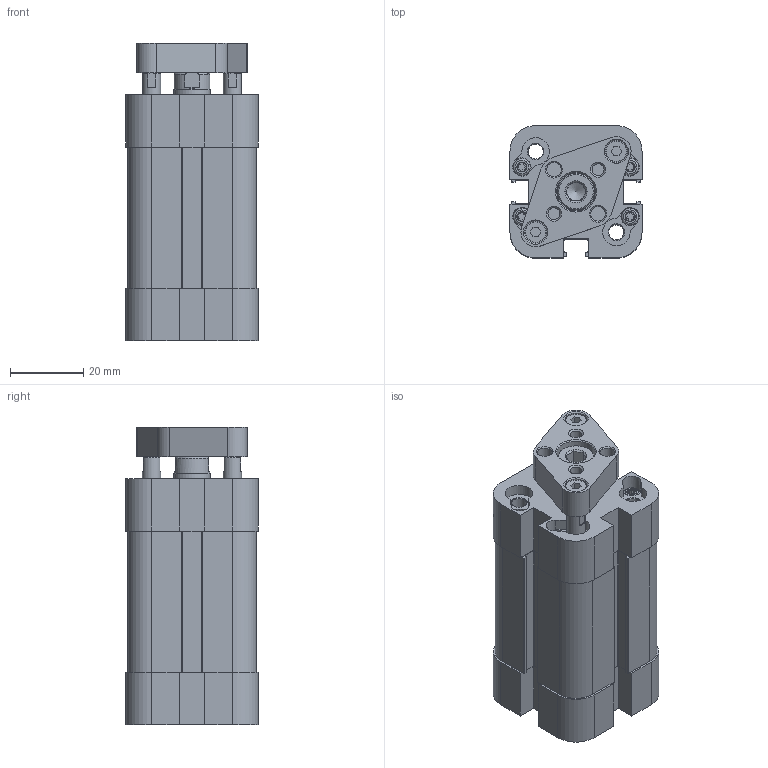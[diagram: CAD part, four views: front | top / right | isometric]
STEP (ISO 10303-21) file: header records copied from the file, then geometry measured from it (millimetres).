
FILE_DESCRIPTION(/* description */ (''),/* implementation_level */ '2;1');
FILE_NAME(/* name */ 'nada_20-30.stp',/* time_stamp */ '2017-08-14T11:12:53+02:00',/* author */ ('leitheußer'),/* organization */ (''),/* preprocessor_version */ 'ST-DEVELOPER v15.6',/* originating_system */ 'Autodesk Inventor LT ',/* authorisation */ '');
FILE_SCHEMA (('AUTOMOTIVE_DESIGN { 1 0 10303 214 3 1 1 }'));
Length unit declared in the file: millimetre
Products named in the file (1): CDEM020_030_KNR
Bounding box: 36 x 36 x 81 mm (x, y, z)
Volume: 58982.9 mm3; surface area: 42351.9 mm2
Topology: 27 solids, 27 shells, 738 faces, 1697 edges, 1062 vertices
Faces by surface type: plane 411, cylinder 198, cone 89, torus 40
Full cylindrical faces by diameter (mm): 1.5 x2, 2.459 x2, 2.7 x8, 3 x10, 3.242 x2, 3.3 x8, 3.5 x2, 4 x2, 4.134 x9, 4.6 x8, 4.917 x1, 5 x13, 5.2 x2, 5.5 x2, 6 x5, 6.5 x1, 7 x4, 9 x1, 9.8 x1, 10 x5, 10.302 x1, 10.5 x1, 11.4 x1, 11.595 x1, 12 x2, 12.643 x1, 13 x1, 14 x2, 18.2 x2, 19.85 x1
Entity records: 19443 total; most frequent: DIRECTION 3448, CARTESIAN_POINT 3375, ORIENTED_EDGE 2852, EDGE_CURVE 1426, AXIS2_PLACEMENT_3D 1323, EDGE_LOOP 1092, VERTEX_POINT 1014, LINE 802
